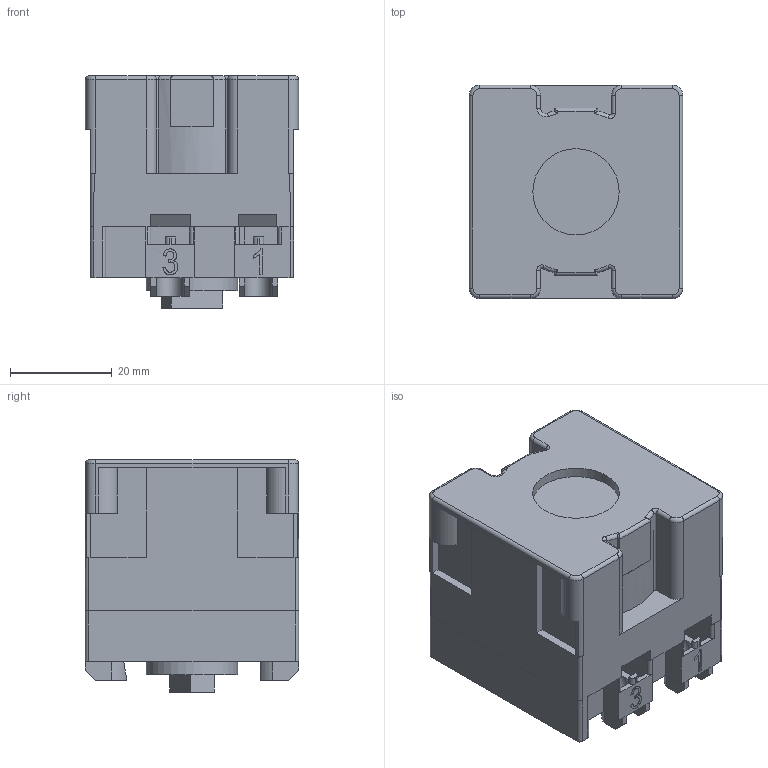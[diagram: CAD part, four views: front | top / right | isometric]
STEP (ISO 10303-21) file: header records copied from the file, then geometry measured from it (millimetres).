
FILE_DESCRIPTION((''),'2;1');
FILE_NAME('LE2-12_16-1carrier.stp','2014-04-01T09:38:39',('wus90005'),(''),'Autodesk Inventor 2013','Autodesk Inventor 2013','');
FILE_SCHEMA(('AUTOMOTIVE_DESIGN { 1 0 10303 214 1 1 1 1 }'));
Length unit declared in the file: millimetre
Products named in the file (1): LE2-12_16-1carrier
Bounding box: 42 x 42 x 45.7 mm (x, y, z)
Volume: 63096.4 mm3; surface area: 14651.6 mm2
Topology: 2 solids, 2 shells, 343 faces, 905 edges, 576 vertices
Faces by surface type: plane 234, cylinder 69, bspline 24, torus 16
Full cylindrical faces by diameter (mm): 4.99 x4, 11 x1, 12.262 x1, 17 x2, 18 x1
Entity records: 11496 total; most frequent: CARTESIAN_POINT 2662, ORIENTED_EDGE 1786, DIRECTION 1713, EDGE_CURVE 893, VECTOR 657, LINE 657, VERTEX_POINT 573, AXIS2_PLACEMENT_3D 528
